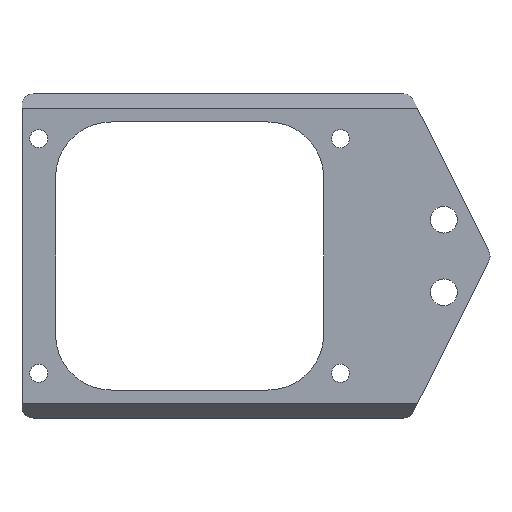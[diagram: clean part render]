
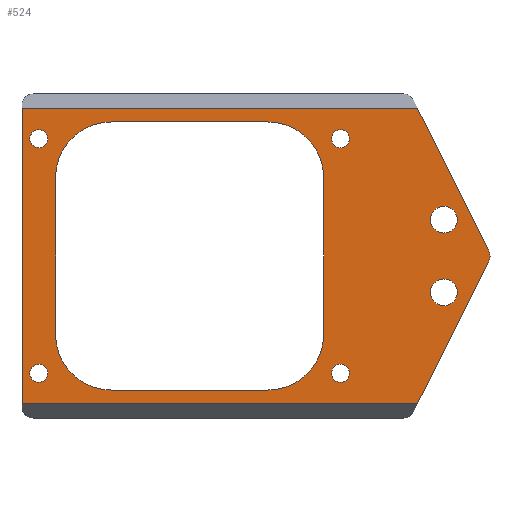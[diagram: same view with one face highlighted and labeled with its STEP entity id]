
A CAD part, front view. The second image highlights one B-rep face of the part: STEP entity #524.
In plain terms, the highlighted planar face has unit normal (0, -1, 0).
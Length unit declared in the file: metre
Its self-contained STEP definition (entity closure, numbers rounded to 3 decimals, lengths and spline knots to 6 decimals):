
#45=LINE('',#860,#87);
#49=LINE('',#879,#91);
#50=LINE('',#884,#92);
#51=LINE('',#888,#93);
#52=LINE('',#892,#94);
#53=LINE('',#895,#95);
#54=LINE('',#897,#96);
#55=LINE('',#901,#97);
#56=LINE('',#903,#98);
#87=VECTOR('',#692,1.);
#91=VECTOR('',#710,1.);
#92=VECTOR('',#713,1.);
#93=VECTOR('',#716,1.);
#94=VECTOR('',#719,1.);
#95=VECTOR('',#722,1.);
#96=VECTOR('',#723,1.);
#97=VECTOR('',#726,1.);
#98=VECTOR('',#727,1.);
#149=ORIENTED_EDGE('',*,*,#292,.T.);
#150=ORIENTED_EDGE('',*,*,#293,.T.);
#151=ORIENTED_EDGE('',*,*,#294,.T.);
#152=ORIENTED_EDGE('',*,*,#295,.T.);
#153=ORIENTED_EDGE('',*,*,#296,.T.);
#154=ORIENTED_EDGE('',*,*,#297,.T.);
#155=ORIENTED_EDGE('',*,*,#298,.T.);
#156=ORIENTED_EDGE('',*,*,#299,.T.);
#157=ORIENTED_EDGE('',*,*,#300,.T.);
#158=ORIENTED_EDGE('',*,*,#301,.T.);
#159=ORIENTED_EDGE('',*,*,#302,.T.);
#160=ORIENTED_EDGE('',*,*,#303,.T.);
#161=ORIENTED_EDGE('',*,*,#304,.T.);
#162=ORIENTED_EDGE('',*,*,#305,.T.);
#163=ORIENTED_EDGE('',*,*,#288,.F.);
#164=ORIENTED_EDGE('',*,*,#306,.T.);
#165=ORIENTED_EDGE('',*,*,#307,.F.);
#166=ORIENTED_EDGE('',*,*,#308,.T.);
#167=ORIENTED_EDGE('',*,*,#309,.F.);
#168=ORIENTED_EDGE('',*,*,#310,.F.);
#288=EDGE_CURVE('',#360,#361,#45,.T.);
#292=EDGE_CURVE('',#363,#363,#402,.T.);
#293=EDGE_CURVE('',#364,#364,#403,.T.);
#294=EDGE_CURVE('',#365,#365,#404,.T.);
#295=EDGE_CURVE('',#366,#366,#405,.T.);
#296=EDGE_CURVE('',#367,#367,#406,.T.);
#297=EDGE_CURVE('',#368,#368,#407,.T.);
#298=EDGE_CURVE('',#369,#370,#49,.T.);
#299=EDGE_CURVE('',#370,#371,#408,.F.);
#300=EDGE_CURVE('',#371,#372,#50,.T.);
#301=EDGE_CURVE('',#372,#373,#409,.F.);
#302=EDGE_CURVE('',#373,#374,#51,.T.);
#303=EDGE_CURVE('',#374,#375,#410,.F.);
#304=EDGE_CURVE('',#375,#376,#52,.T.);
#305=EDGE_CURVE('',#376,#369,#411,.F.);
#306=EDGE_CURVE('',#360,#377,#53,.T.);
#307=EDGE_CURVE('',#378,#377,#54,.T.);
#308=EDGE_CURVE('',#378,#379,#412,.T.);
#309=EDGE_CURVE('',#380,#379,#55,.T.);
#310=EDGE_CURVE('',#361,#380,#56,.T.);
#360=VERTEX_POINT('',#859);
#361=VERTEX_POINT('',#861);
#363=VERTEX_POINT('',#868);
#364=VERTEX_POINT('',#870);
#365=VERTEX_POINT('',#872);
#366=VERTEX_POINT('',#874);
#367=VERTEX_POINT('',#876);
#368=VERTEX_POINT('',#878);
#369=VERTEX_POINT('',#880);
#370=VERTEX_POINT('',#881);
#371=VERTEX_POINT('',#883);
#372=VERTEX_POINT('',#885);
#373=VERTEX_POINT('',#887);
#374=VERTEX_POINT('',#889);
#375=VERTEX_POINT('',#891);
#376=VERTEX_POINT('',#893);
#377=VERTEX_POINT('',#896);
#378=VERTEX_POINT('',#898);
#379=VERTEX_POINT('',#900);
#380=VERTEX_POINT('',#902);
#402=CIRCLE('',#606,0.0012);
#403=CIRCLE('',#607,0.0012);
#404=CIRCLE('',#608,0.0008);
#405=CIRCLE('',#609,0.0008);
#406=CIRCLE('',#610,0.0008);
#407=CIRCLE('',#611,0.0008);
#408=CIRCLE('',#612,0.005);
#409=CIRCLE('',#613,0.005);
#410=CIRCLE('',#614,0.005);
#411=CIRCLE('',#615,0.005);
#412=CIRCLE('',#616,0.001);
#422=EDGE_LOOP('',(#149));
#423=EDGE_LOOP('',(#150));
#424=EDGE_LOOP('',(#151));
#425=EDGE_LOOP('',(#152));
#426=EDGE_LOOP('',(#153));
#427=EDGE_LOOP('',(#154));
#428=EDGE_LOOP('',(#155,#156,#157,#158,#159,#160,#161,#162));
#429=EDGE_LOOP('',(#163,#164,#165,#166,#167,#168));
#470=FACE_BOUND('',#422,.T.);
#471=FACE_BOUND('',#423,.T.);
#472=FACE_BOUND('',#424,.T.);
#473=FACE_BOUND('',#425,.T.);
#474=FACE_BOUND('',#426,.T.);
#475=FACE_BOUND('',#427,.T.);
#476=FACE_BOUND('',#428,.T.);
#477=FACE_BOUND('',#429,.T.);
#511=PLANE('',#605);
#524=ADVANCED_FACE('',(#470,#471,#472,#473,#474,#475,#476,#477),#511,.T.);
#605=AXIS2_PLACEMENT_3D('',#866,#696,#697);
#606=AXIS2_PLACEMENT_3D('',#867,#698,#699);
#607=AXIS2_PLACEMENT_3D('',#869,#700,#701);
#608=AXIS2_PLACEMENT_3D('',#871,#702,#703);
#609=AXIS2_PLACEMENT_3D('',#873,#704,#705);
#610=AXIS2_PLACEMENT_3D('',#875,#706,#707);
#611=AXIS2_PLACEMENT_3D('',#877,#708,#709);
#612=AXIS2_PLACEMENT_3D('',#882,#711,#712);
#613=AXIS2_PLACEMENT_3D('',#886,#714,#715);
#614=AXIS2_PLACEMENT_3D('',#890,#717,#718);
#615=AXIS2_PLACEMENT_3D('',#894,#720,#721);
#616=AXIS2_PLACEMENT_3D('',#899,#724,#725);
#692=DIRECTION('',(0.,0.,1.));
#696=DIRECTION('',(0.,-1.,0.));
#697=DIRECTION('',(0.,0.,-1.));
#698=DIRECTION('',(0.,1.,0.));
#699=DIRECTION('',(0.,0.,1.));
#700=DIRECTION('',(0.,1.,0.));
#701=DIRECTION('',(0.,0.,1.));
#702=DIRECTION('',(0.,1.,0.));
#703=DIRECTION('',(0.,0.,1.));
#704=DIRECTION('',(0.,1.,0.));
#705=DIRECTION('',(0.,0.,1.));
#706=DIRECTION('',(0.,1.,0.));
#707=DIRECTION('',(0.,0.,1.));
#708=DIRECTION('',(0.,1.,0.));
#709=DIRECTION('',(0.,0.,1.));
#710=DIRECTION('',(-1.,0.,0.));
#711=DIRECTION('',(0.,-1.,0.));
#712=DIRECTION('',(0.,0.,-1.));
#713=DIRECTION('',(0.,0.,1.));
#714=DIRECTION('',(0.,-1.,0.));
#715=DIRECTION('',(0.,0.,-1.));
#716=DIRECTION('',(1.,0.,0.));
#717=DIRECTION('',(0.,-1.,0.));
#718=DIRECTION('',(0.,0.,-1.));
#719=DIRECTION('',(0.,0.,-1.));
#720=DIRECTION('',(0.,-1.,0.));
#721=DIRECTION('',(0.,0.,-1.));
#722=DIRECTION('',(1.,0.,0.));
#723=DIRECTION('',(-0.447,0.,-0.894));
#724=DIRECTION('',(0.,-1.,0.));
#725=DIRECTION('',(0.,0.,-1.));
#726=DIRECTION('',(0.447,0.,-0.894));
#727=DIRECTION('',(1.,0.,0.));
#859=CARTESIAN_POINT('',(0.,-0.00175,-0.027713));
#860=CARTESIAN_POINT('',(0.,-0.00175,0.));
#861=CARTESIAN_POINT('',(0.,-0.00175,-0.001287));
#866=CARTESIAN_POINT('',(0.,-0.00175,0.));
#867=CARTESIAN_POINT('',(0.037748,-0.00175,-0.01775));
#868=CARTESIAN_POINT('',(0.037748,-0.00175,-0.01655));
#869=CARTESIAN_POINT('',(0.037748,-0.00175,-0.01125));
#870=CARTESIAN_POINT('',(0.037748,-0.00175,-0.01005));
#871=CARTESIAN_POINT('',(0.0015,-0.00175,-0.025));
#872=CARTESIAN_POINT('',(0.0015,-0.00175,-0.0242));
#873=CARTESIAN_POINT('',(0.0285,-0.00175,-0.025));
#874=CARTESIAN_POINT('',(0.0285,-0.00175,-0.0242));
#875=CARTESIAN_POINT('',(0.0285,-0.00175,-0.004));
#876=CARTESIAN_POINT('',(0.0285,-0.00175,-0.0032));
#877=CARTESIAN_POINT('',(0.0015,-0.00175,-0.004));
#878=CARTESIAN_POINT('',(0.0015,-0.00175,-0.0032));
#879=CARTESIAN_POINT('',(0.003,-0.00175,-0.0265));
#880=CARTESIAN_POINT('',(0.022,-0.00175,-0.0265));
#881=CARTESIAN_POINT('',(0.008,-0.00175,-0.0265));
#882=CARTESIAN_POINT('',(0.008,-0.00175,-0.0215));
#883=CARTESIAN_POINT('',(0.003,-0.00175,-0.0215));
#884=CARTESIAN_POINT('',(0.003,-0.00175,-0.0265));
#885=CARTESIAN_POINT('',(0.003,-0.00175,-0.0075));
#886=CARTESIAN_POINT('',(0.008,-0.00175,-0.0075));
#887=CARTESIAN_POINT('',(0.008,-0.00175,-0.0025));
#888=CARTESIAN_POINT('',(0.003,-0.00175,-0.0025));
#889=CARTESIAN_POINT('',(0.022,-0.00175,-0.0025));
#890=CARTESIAN_POINT('',(0.022,-0.00175,-0.0075));
#891=CARTESIAN_POINT('',(0.027,-0.00175,-0.0075));
#892=CARTESIAN_POINT('',(0.027,-0.00175,-0.0265));
#893=CARTESIAN_POINT('',(0.027,-0.00175,-0.0215));
#894=CARTESIAN_POINT('',(0.022,-0.00175,-0.0215));
#895=CARTESIAN_POINT('',(0.039154,-0.00175,-0.027713));
#896=CARTESIAN_POINT('',(0.035392,-0.00175,-0.027713));
#897=CARTESIAN_POINT('',(0.042,-0.00175,-0.0145));
#898=CARTESIAN_POINT('',(0.041776,-0.00175,-0.014947));
#899=CARTESIAN_POINT('',(0.040882,-0.00175,-0.0145));
#900=CARTESIAN_POINT('',(0.041776,-0.00175,-0.014053));
#901=CARTESIAN_POINT('',(0.042,-0.00175,-0.0145));
#902=CARTESIAN_POINT('',(0.035392,-0.00175,-0.001287));
#903=CARTESIAN_POINT('',(0.039154,-0.00175,-0.001287));
